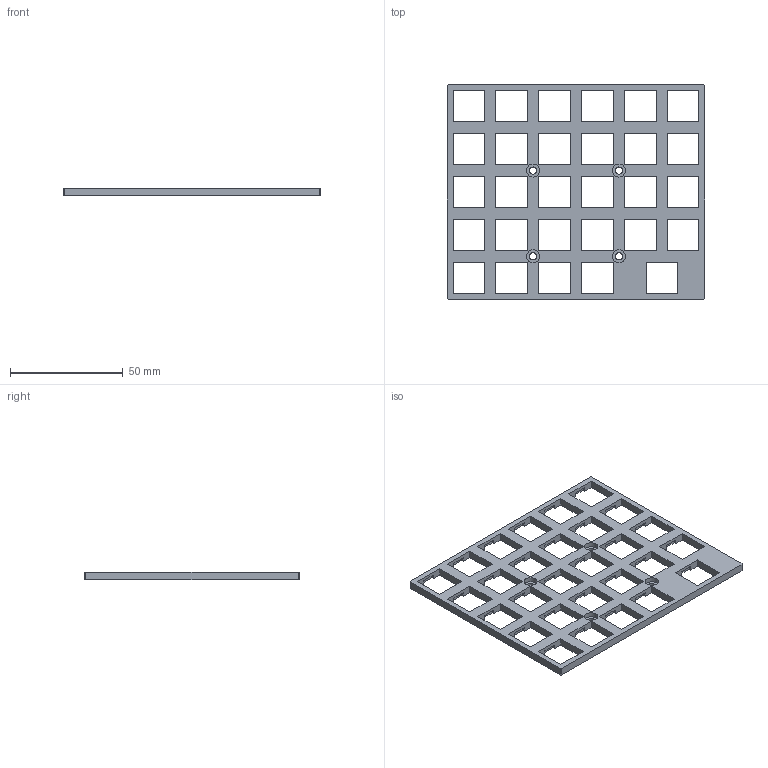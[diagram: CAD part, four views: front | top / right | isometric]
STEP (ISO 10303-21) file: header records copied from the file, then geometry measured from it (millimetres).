
FILE_DESCRIPTION(('FreeCAD Model'),'2;1');
FILE_NAME('Open CASCADE Shape Model','2024-03-01T18:23:35',(''),(''), 'Open CASCADE STEP processor 7.7','FreeCAD','Unknown');
FILE_SCHEMA(('AUTOMOTIVE_DESIGN { 1 0 10303 214 1 1 1 1 }'));
Length unit declared in the file: millimetre
Products named in the file (1): KeyPlateLeft
Bounding box: 114.3 x 95.25 x 3.5 mm (x, y, z)
Volume: 17238.7 mm3; surface area: 17932.2 mm2
Topology: 1 solids, 1 shells, 370 faces, 1092 edges, 728 vertices
Faces by surface type: plane 362, cylinder 8
Full cylindrical faces by diameter (mm): 3.2 x4, 5.8 x4
Entity records: 12246 total; most frequent: CARTESIAN_POINT 2191, ORIENTED_EDGE 2184, DIRECTION 1850, EDGE_CURVE 1092, LINE 1076, VECTOR 1076, VERTEX_POINT 728, FACE_BOUND 440
